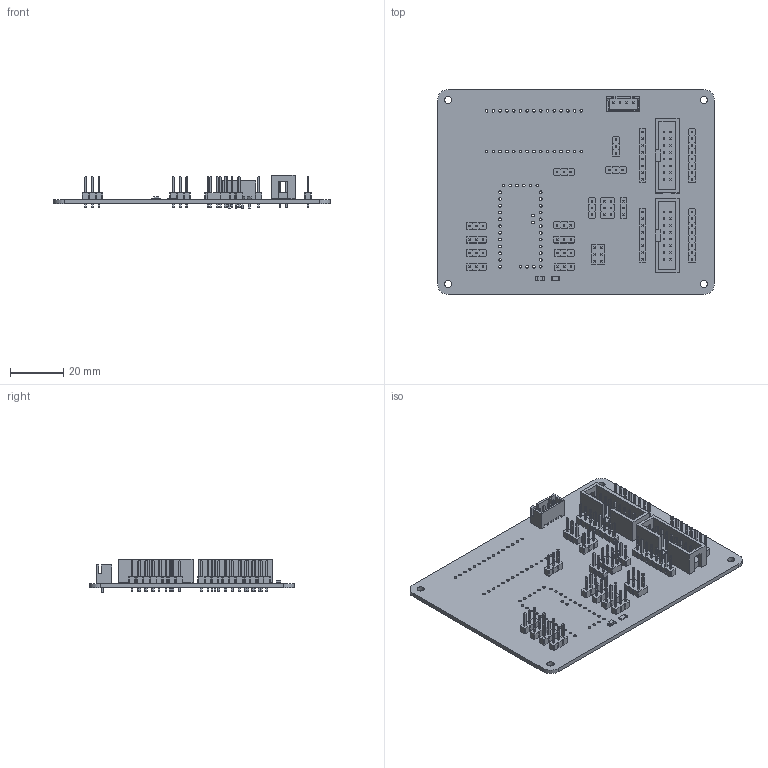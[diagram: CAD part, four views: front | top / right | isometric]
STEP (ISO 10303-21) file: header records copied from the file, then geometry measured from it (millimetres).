
FILE_DESCRIPTION(('KiCad electronic assembly'),'2;1');
FILE_NAME('Stm32F103Board-3D.step','2021-10-27T12:52:48',('An Author'),( 'A Company'),'Open CASCADE STEP processor 7.3', 'KiCad to STEP converter','Unknown');
FILE_SCHEMA(('AUTOMOTIVE_DESIGN { 1 0 10303 214 1 1 1 1 }'));
Length unit declared in the file: millimetre
Products named in the file (16): Open CASCADE STEP translator 7.3 1; R_1206_3216Metric; SOLID; LED_1206_3216Metric; PinHeader_1x03_P2.54mm_Vertical; PinHeader_2x03_P2.54mm_Vertical; PinHeader_1x08_P2.54mm_Vertical; IDC-Header_2x08_P2.54mm_Vertical; JST_XH_B4B-XH-A_1x04_P2.50mm_Vertical; COMPOUND
Assembly tree (32 placements, depth 3):
  Open CASCADE STEP translator 7.3 1
    R_1206_3216Metric
      SOLID
    LED_1206_3216Metric
      SOLID
    PinHeader_1x03_P2.54mm_Vertical  x13
      SOLID
    PinHeader_2x03_P2.54mm_Vertical  x2
      SOLID
    PinHeader_1x08_P2.54mm_Vertical  x4
      SOLID
    IDC-Header_2x08_P2.54mm_Vertical  x2
      SOLID
    JST_XH_B4B-XH-A_1x04_P2.50mm_Vertical
      SOLID
    COMPOUND
Bounding box: 104 x 77 x 12.5 mm (x, y, z)
Volume: 16608 mm3; surface area: 25780.7 mm2
Topology: 25 solids, 25 shells, 3107 faces, 7496 edges, 4682 vertices
Faces by surface type: plane 2877, cylinder 230
Full cylindrical faces by diameter (mm): 0.95 x4, 1 x157, 1.016 x35, 2.7 x4
Entity records: 78689 total; most frequent: CARTESIAN_POINT 11770, DIRECTION 11376, LINE 7702, VECTOR 7702, ORIENTED_EDGE 5732, PCURVE 5732, DEFINITIONAL_REPRESENTATION 5732, EDGE_CURVE 2866
